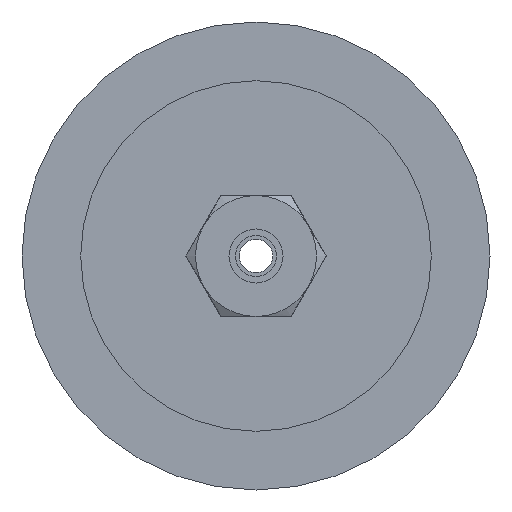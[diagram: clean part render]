
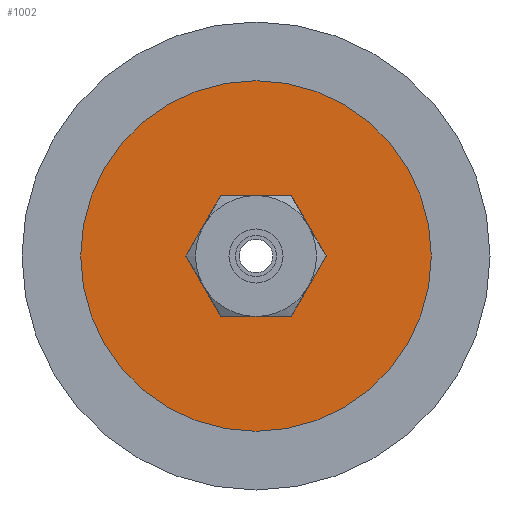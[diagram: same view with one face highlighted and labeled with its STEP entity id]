
A CAD part, front view. The second image highlights one B-rep face of the part: STEP entity #1002.
In plain terms, the highlighted planar face has unit normal (0, -1, 0).
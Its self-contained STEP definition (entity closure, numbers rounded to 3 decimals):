
#143=FACE_BOUND('',#274,.T.);
#155=PLANE('',#1163);
#209=FACE_OUTER_BOUND('',#273,.T.);
#273=EDGE_LOOP('',(#719,#720));
#274=EDGE_LOOP('',(#721));
#398=CIRCLE('',#1153,3.175);
#405=CIRCLE('',#1164,20.6);
#406=CIRCLE('',#1165,20.6);
#466=VERTEX_POINT('',#1598);
#473=VERTEX_POINT('',#1619);
#474=VERTEX_POINT('',#1620);
#559=EDGE_CURVE('',#466,#466,#398,.T.);
#568=EDGE_CURVE('',#473,#474,#405,.T.);
#569=EDGE_CURVE('',#474,#473,#406,.T.);
#719=ORIENTED_EDGE('',*,*,#568,.F.);
#720=ORIENTED_EDGE('',*,*,#569,.F.);
#721=ORIENTED_EDGE('',*,*,#559,.T.);
#1002=ADVANCED_FACE('',(#209,#143),#155,.T.);
#1153=AXIS2_PLACEMENT_3D('',#1600,#1297,#1298);
#1163=AXIS2_PLACEMENT_3D('',#1618,#1319,#1320);
#1164=AXIS2_PLACEMENT_3D('',#1621,#1321,#1322);
#1165=AXIS2_PLACEMENT_3D('',#1622,#1323,#1324);
#1297=DIRECTION('center_axis',(0.,1.,0.));
#1298=DIRECTION('ref_axis',(-1.,0.,0.));
#1319=DIRECTION('center_axis',(0.,-1.,0.));
#1320=DIRECTION('ref_axis',(0.,0.,-1.));
#1321=DIRECTION('center_axis',(0.,1.,0.));
#1322=DIRECTION('ref_axis',(1.,0.,0.));
#1323=DIRECTION('center_axis',(0.,1.,0.));
#1324=DIRECTION('ref_axis',(1.,0.,0.));
#1598=CARTESIAN_POINT('',(3.175,2.5,0.));
#1600=CARTESIAN_POINT('Origin',(0.,2.5,0.));
#1618=CARTESIAN_POINT('Origin',(-20.6,2.5,0.));
#1619=CARTESIAN_POINT('',(-20.6,2.5,0.));
#1620=CARTESIAN_POINT('',(20.6,2.5,0.));
#1621=CARTESIAN_POINT('Origin',(0.,2.5,0.));
#1622=CARTESIAN_POINT('Origin',(0.,2.5,0.));
